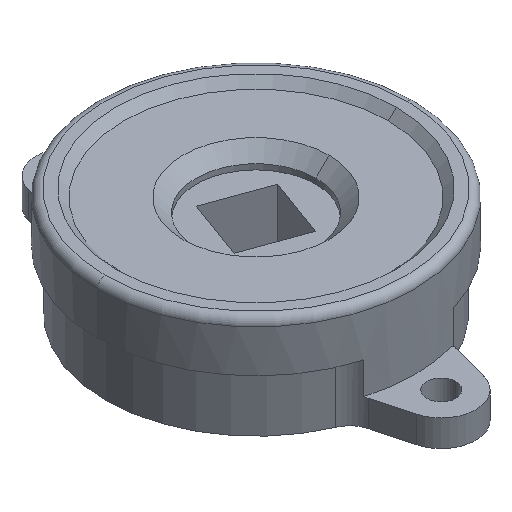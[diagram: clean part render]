
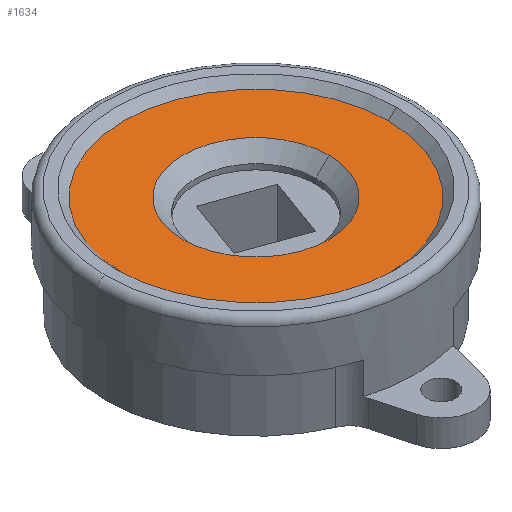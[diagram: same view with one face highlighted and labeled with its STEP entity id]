
A CAD part, isometric view. The second image highlights one B-rep face of the part: STEP entity #1634.
In plain terms, the highlighted planar face has unit normal (0, 0, 1).
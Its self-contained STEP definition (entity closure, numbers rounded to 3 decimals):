
#14 = AXIS2_PLACEMENT_3D ( 'NONE', #456, #334, #472 ) ;
#44 = ORIENTED_EDGE ( 'NONE', *, *, #1209, .F. ) ;
#48 = DIRECTION ( 'NONE',  ( 1., 0., 0. ) ) ;
#56 = EDGE_CURVE ( 'NONE', #729, #1233, #1410, .T. ) ;
#62 = DIRECTION ( 'NONE',  ( 1., 0., 0. ) ) ;
#198 = CARTESIAN_POINT ( 'NONE',  ( 0., 0., -1.5 ) ) ;
#245 = CIRCLE ( 'NONE', #1373, 13.8 ) ;
#283 = VERTEX_POINT ( 'NONE', #886 ) ;
#327 = EDGE_LOOP ( 'NONE', ( #984, #1324 ) ) ;
#334 = DIRECTION ( 'NONE',  ( 0., 0., 1. ) ) ;
#354 = ORIENTED_EDGE ( 'NONE', *, *, #1511, .F. ) ;
#396 = AXIS2_PLACEMENT_3D ( 'NONE', #1329, #948, #1119 ) ;
#406 = DIRECTION ( 'NONE',  ( 0., 0., 1. ) ) ;
#418 = DIRECTION ( 'NONE',  ( 1., 0., 0. ) ) ;
#426 = CARTESIAN_POINT ( 'NONE',  ( 13.8, 0., -1.5 ) ) ;
#428 = PLANE ( 'NONE',  #396 ) ;
#456 = CARTESIAN_POINT ( 'NONE',  ( 0., 0., -1.5 ) ) ;
#472 = DIRECTION ( 'NONE',  ( 1., 0., 0. ) ) ;
#553 = CIRCLE ( 'NONE', #14, 13.8 ) ;
#729 = VERTEX_POINT ( 'NONE', #1675 ) ;
#840 = CIRCLE ( 'NONE', #1258, 25. ) ;
#886 = CARTESIAN_POINT ( 'NONE',  ( -13.8, 0., -1.5 ) ) ;
#948 = DIRECTION ( 'NONE',  ( 0., 0., -1. ) ) ;
#956 = FACE_OUTER_BOUND ( 'NONE', #327, .T. ) ;
#984 = ORIENTED_EDGE ( 'NONE', *, *, #1599, .T. ) ;
#1089 = DIRECTION ( 'NONE',  ( 0., 0., 1. ) ) ;
#1094 = CARTESIAN_POINT ( 'NONE',  ( 25., 0., -1.5 ) ) ;
#1119 = DIRECTION ( 'NONE',  ( -1., 0., 0. ) ) ;
#1125 = VERTEX_POINT ( 'NONE', #426 ) ;
#1191 = CARTESIAN_POINT ( 'NONE',  ( 0., 0., -1.5 ) ) ;
#1209 = EDGE_CURVE ( 'NONE', #1125, #283, #553, .T. ) ;
#1233 = VERTEX_POINT ( 'NONE', #1094 ) ;
#1258 = AXIS2_PLACEMENT_3D ( 'NONE', #1191, #1089, #48 ) ;
#1285 = FACE_BOUND ( 'NONE', #1591, .T. ) ;
#1324 = ORIENTED_EDGE ( 'NONE', *, *, #56, .T. ) ;
#1329 = CARTESIAN_POINT ( 'NONE',  ( 0., 25., -1.5 ) ) ;
#1373 = AXIS2_PLACEMENT_3D ( 'NONE', #1574, #406, #418 ) ;
#1410 = CIRCLE ( 'NONE', #1460, 25. ) ;
#1460 = AXIS2_PLACEMENT_3D ( 'NONE', #198, #1630, #62 ) ;
#1511 = EDGE_CURVE ( 'NONE', #283, #1125, #245, .T. ) ;
#1574 = CARTESIAN_POINT ( 'NONE',  ( 0., 0., -1.5 ) ) ;
#1591 = EDGE_LOOP ( 'NONE', ( #44, #354 ) ) ;
#1599 = EDGE_CURVE ( 'NONE', #1233, #729, #840, .T. ) ;
#1630 = DIRECTION ( 'NONE',  ( 0., 0., 1. ) ) ;
#1634 = ADVANCED_FACE ( 'NONE', ( #1285, #956 ), #428, .F. ) ;
#1675 = CARTESIAN_POINT ( 'NONE',  ( -25., 0., -1.5 ) ) ;
